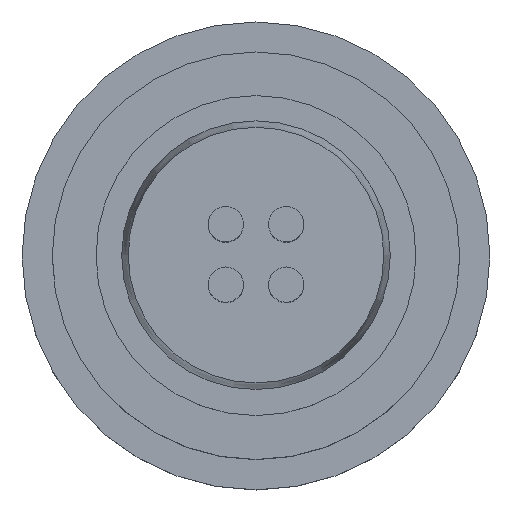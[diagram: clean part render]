
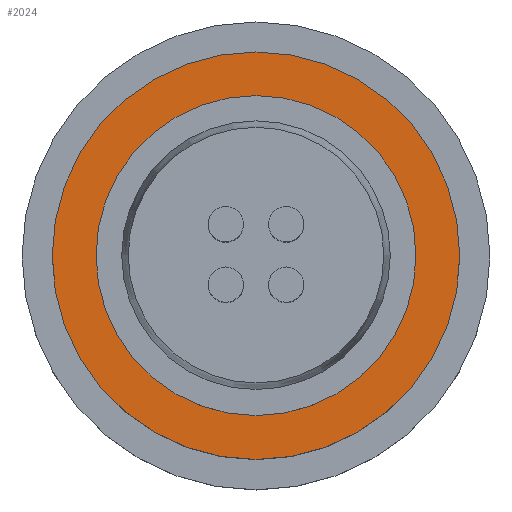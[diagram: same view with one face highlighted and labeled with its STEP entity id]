
A CAD part, top view. The second image highlights one B-rep face of the part: STEP entity #2024.
In plain terms, the highlighted planar face has unit normal (0, 0, 1).
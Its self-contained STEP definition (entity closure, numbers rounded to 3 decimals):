
#451=PLANE($,#2158);
#625=FACE_BOUND($,#905,.T.);
#626=FACE_BOUND($,#906,.T.);
#905=EDGE_LOOP($,(#1887));
#906=EDGE_LOOP($,(#1888));
#955=CIRCLE($,#2154,15.85);
#956=CIRCLE($,#2156,20.25);
#1138=VERTEX_POINT($,#3522);
#1139=VERTEX_POINT($,#3525);
#1390=EDGE_CURVE($,#1138,#1138,#955,.T.);
#1391=EDGE_CURVE($,#1139,#1139,#956,.T.);
#1887=ORIENTED_EDGE($,*,*,#1390,.T.);
#1888=ORIENTED_EDGE($,*,*,#1391,.F.);
#2024=ADVANCED_FACE($,(#625,#626),#451,.F.);
#2154=AXIS2_PLACEMENT_3D($,#3523,#2556,#2557);
#2156=AXIS2_PLACEMENT_3D($,#3526,#2560,#2561);
#2158=AXIS2_PLACEMENT_3D($,#3529,#2564,#2565);
#2556=DIRECTION('center_axis',(0.,0.,-1.));
#2557=DIRECTION('ref_axis',(-1.,0.,0.));
#2560=DIRECTION('center_axis',(0.,0.,-1.));
#2561=DIRECTION('ref_axis',(-1.,0.,0.));
#2564=DIRECTION('center_axis',(0.,0.,-1.));
#2565=DIRECTION('ref_axis',(-1.,0.,0.));
#3522=CARTESIAN_POINT('',(15.85,0.,29.7));
#3523=CARTESIAN_POINT('Origin',(0.,0.,29.7));
#3525=CARTESIAN_POINT('',(20.25,0.,29.7));
#3526=CARTESIAN_POINT('Origin',(0.,0.,29.7));
#3529=CARTESIAN_POINT('Origin',(0.,0.,29.7));
